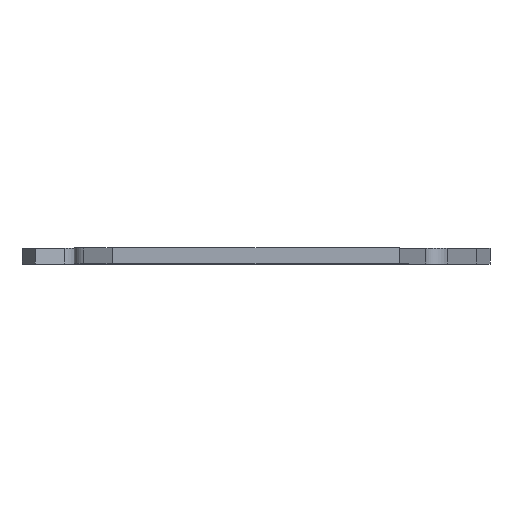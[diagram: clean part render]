
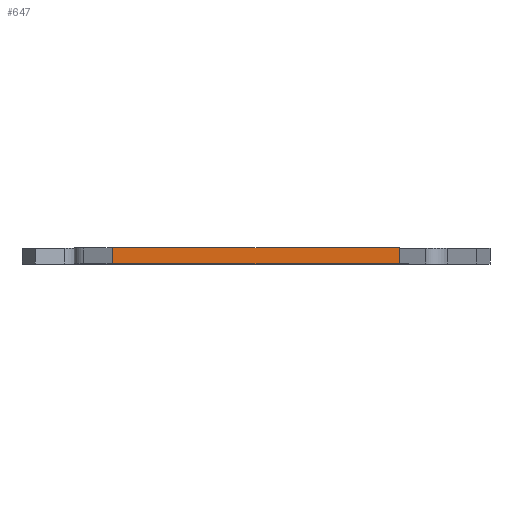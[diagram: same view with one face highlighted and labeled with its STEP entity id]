
A CAD part, top view. The second image highlights one B-rep face of the part: STEP entity #647.
In plain terms, the highlighted planar face has unit normal (0, 0, 1).
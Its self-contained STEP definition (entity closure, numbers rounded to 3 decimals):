
#41=PLANE('',#721);
#73=FACE_OUTER_BOUND('',#119,.T.);
#119=EDGE_LOOP('',(#583,#584,#585,#586));
#161=LINE('',#1033,#223);
#179=LINE('',#1076,#241);
#182=LINE('',#1083,#244);
#183=LINE('',#1085,#245);
#223=VECTOR('',#847,10.);
#241=VECTOR('',#883,10.);
#244=VECTOR('',#894,10.);
#245=VECTOR('',#897,10.);
#319=VERTEX_POINT('',#1030);
#320=VERTEX_POINT('',#1032);
#335=VERTEX_POINT('',#1073);
#336=VERTEX_POINT('',#1075);
#395=EDGE_CURVE('',#319,#320,#161,.T.);
#419=EDGE_CURVE('',#336,#335,#179,.T.);
#422=EDGE_CURVE('',#335,#320,#182,.T.);
#423=EDGE_CURVE('',#336,#319,#183,.T.);
#583=ORIENTED_EDGE('',*,*,#419,.T.);
#584=ORIENTED_EDGE('',*,*,#422,.T.);
#585=ORIENTED_EDGE('',*,*,#395,.F.);
#586=ORIENTED_EDGE('',*,*,#423,.F.);
#647=ADVANCED_FACE('',(#73),#41,.T.);
#721=AXIS2_PLACEMENT_3D('',#1084,#895,#896);
#847=DIRECTION('',(1.,0.,0.));
#883=DIRECTION('',(1.,0.,0.));
#894=DIRECTION('',(0.,1.,0.));
#895=DIRECTION('center_axis',(0.,0.,1.));
#896=DIRECTION('ref_axis',(1.,0.,0.));
#897=DIRECTION('',(0.,1.,0.));
#1030=CARTESIAN_POINT('',(-26.993,15.,37.311));
#1032=CARTESIAN_POINT('',(26.994,15.,37.311));
#1033=CARTESIAN_POINT('',(-26.993,15.,37.311));
#1073=CARTESIAN_POINT('',(26.994,12.,37.311));
#1075=CARTESIAN_POINT('',(-26.993,12.,37.311));
#1076=CARTESIAN_POINT('',(-13.497,12.,37.311));
#1083=CARTESIAN_POINT('',(26.994,12.,37.311));
#1084=CARTESIAN_POINT('Origin',(-26.993,12.,37.311));
#1085=CARTESIAN_POINT('',(-26.993,12.,37.311));
